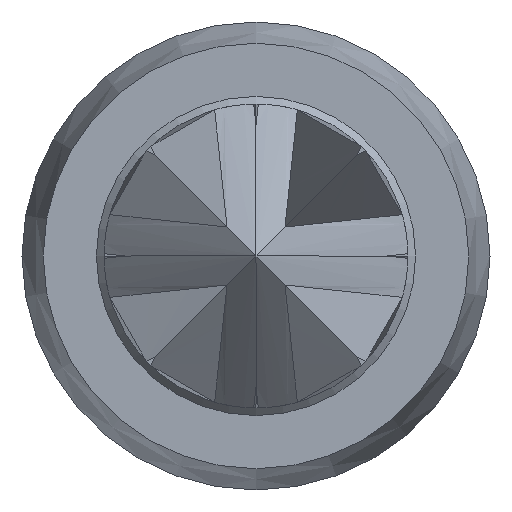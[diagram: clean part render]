
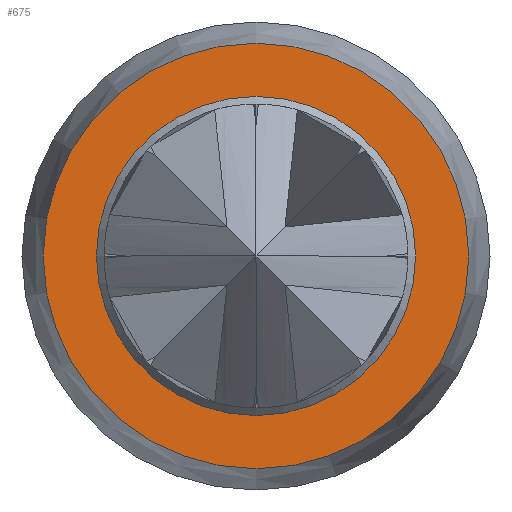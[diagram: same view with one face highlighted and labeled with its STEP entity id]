
A CAD part, left-side view. The second image highlights one B-rep face of the part: STEP entity #675.
In plain terms, the highlighted planar face has unit normal (-1, 0, 0).
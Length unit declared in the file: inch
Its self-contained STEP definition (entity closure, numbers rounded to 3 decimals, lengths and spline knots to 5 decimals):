
#144 = DIRECTION ( 'NONE',  ( 1., 0., 0. ) ) ;
#203 = VERTEX_POINT ( 'NONE', #1554 ) ;
#275 = CARTESIAN_POINT ( 'NONE',  ( 0., 0., 0. ) ) ;
#305 = EDGE_CURVE ( 'NONE', #570, #570, #1149, .T. ) ;
#322 = PLANE ( 'NONE',  #1393 ) ;
#367 = ORIENTED_EDGE ( 'NONE', *, *, #465, .F. ) ;
#465 = EDGE_CURVE ( 'NONE', #203, #203, #1111, .T. ) ;
#473 = CARTESIAN_POINT ( 'NONE',  ( 0., 0.014, 0. ) ) ;
#512 = AXIS2_PLACEMENT_3D ( 'NONE', #1084, #567, #863 ) ;
#528 = FACE_OUTER_BOUND ( 'NONE', #677, .T. ) ;
#567 = DIRECTION ( 'NONE',  ( 1., 0., 0. ) ) ;
#570 = VERTEX_POINT ( 'NONE', #1686 ) ;
#612 = DIRECTION ( 'NONE',  ( 0., 0., 1. ) ) ;
#675 = ADVANCED_FACE ( 'NONE', ( #753, #528 ), #322, .T. ) ;
#677 = EDGE_LOOP ( 'NONE', ( #367 ) ) ;
#753 = FACE_BOUND ( 'NONE', #1404, .T. ) ;
#849 = AXIS2_PLACEMENT_3D ( 'NONE', #275, #144, #1093 ) ;
#863 = DIRECTION ( 'NONE',  ( 0., 0., 1. ) ) ;
#890 = DIRECTION ( 'NONE',  ( -1., 0., 0. ) ) ;
#1084 = CARTESIAN_POINT ( 'NONE',  ( 0., 0., 0. ) ) ;
#1093 = DIRECTION ( 'NONE',  ( 0., 0., -1. ) ) ;
#1111 = CIRCLE ( 'NONE', #849, 0.014 ) ;
#1149 = CIRCLE ( 'NONE', #512, 0.0105 ) ;
#1393 = AXIS2_PLACEMENT_3D ( 'NONE', #473, #890, #612 ) ;
#1404 = EDGE_LOOP ( 'NONE', ( #1640 ) ) ;
#1554 = CARTESIAN_POINT ( 'NONE',  ( 0., 0., -0.014 ) ) ;
#1640 = ORIENTED_EDGE ( 'NONE', *, *, #305, .T. ) ;
#1686 = CARTESIAN_POINT ( 'NONE',  ( 0., 0., 0.0105 ) ) ;
